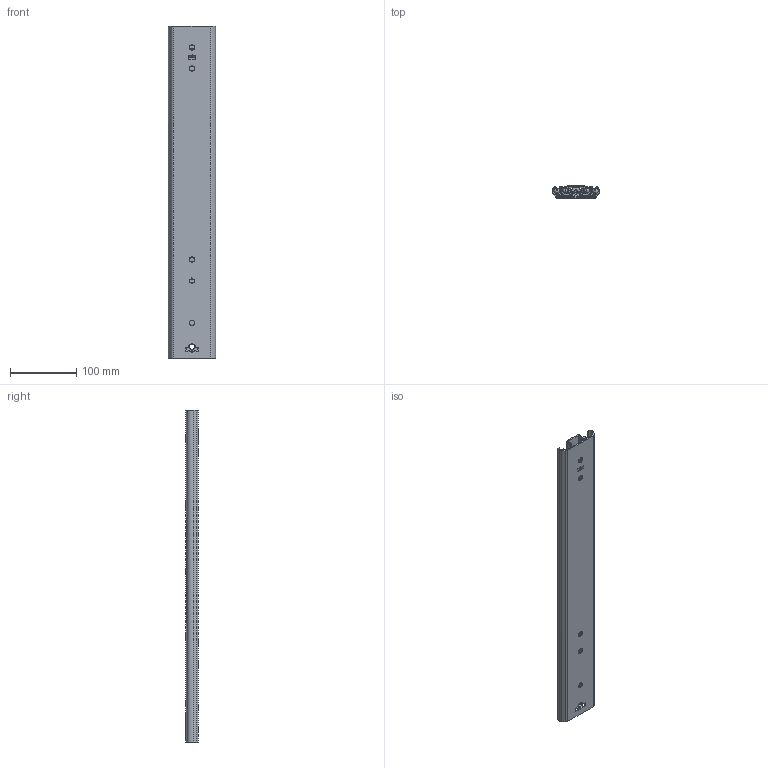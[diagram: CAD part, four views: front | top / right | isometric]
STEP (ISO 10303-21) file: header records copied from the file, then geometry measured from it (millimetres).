
FILE_DESCRIPTION((''),'2;1');
FILE_NAME('101-S25_ASM','2015-05-13T',('w.jans'),(''),'PRO/ENGINEER BY PARAMETRIC TECHNOLOGY CORPORATION, 2003450','PRO/ENGINEER BY PARAMETRIC TECHNOLOGY CORPORATION, 2003450','');
FILE_SCHEMA(('CONFIG_CONTROL_DESIGN'));
Length unit declared in the file: millimetre
Products named in the file (14): 101-S25-SKEL; 511-01-S25-TA1; 511-01-S25-TA1_ASM; 515-4XX-01-S25; 911-073; 515-4XX-01-S25_ASM; 512-01-S25-TA2; 512-01-S25-TA2_ASM; 515-5XX-01-S25; 911-078; 515-5XX-01-S25_ASM; 513-01-S25-TA3; 513-01-S25-TA3_ASM; 101-S25_ASM
Assembly tree (55 placements, depth 3):
  101-S25_ASM
    101-S25-SKEL
    511-01-S25-TA1_ASM
      511-01-S25-TA1
    515-4XX-01-S25_ASM
      515-4XX-01-S25
      911-073  x24
    512-01-S25-TA2_ASM
      512-01-S25-TA2
    515-5XX-01-S25_ASM
      515-5XX-01-S25
      911-078  x20
    513-01-S25-TA3_ASM
      513-01-S25-TA3
Bounding box: 70.9 x 18.4 x 500 mm (x, y, z)
Volume: 247179.6 mm3; surface area: 296767.4 mm2
Topology: 49 solids, 49 shells, 1146 faces, 3319 edges, 2080 vertices
Faces by surface type: plane 562, cylinder 462, sphere 88, cone 34
Entity records: 37841 total; most frequent: CARTESIAN_POINT 8666, DIRECTION 6123, ORIENTED_EDGE 6118, EDGE_CURVE 3059, AXIS2_PLACEMENT_3D 2071, VERTEX_POINT 1996, VECTOR 1981, LINE 1981
